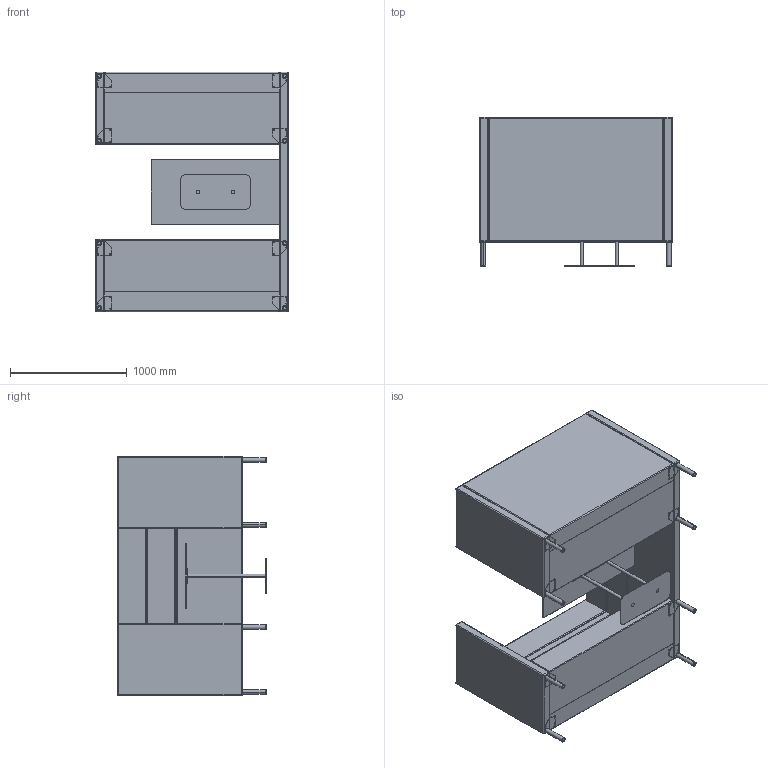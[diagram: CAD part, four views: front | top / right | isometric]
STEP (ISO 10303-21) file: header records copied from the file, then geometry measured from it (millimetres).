
FILE_DESCRIPTION (( 'STEP AP203' ), '1' );
FILE_NAME ('Meeter Workbay, 1650 iste.STEP', '2020-09-30T05:28:02', ( '' ), ( '' ), 'SwSTEP 2.0', 'SolidWorks 2014', '' );
FILE_SCHEMA (( 'CONFIG_CONTROL_DESIGN' ));
Length unit declared in the file: millimetre
Products named in the file (14): Meeter WB laua pealmine osa; MEETER SOFA 2, MASSIIV KOOS; Meeter diivan, metalltugevdus; M sofa, vasak kt massiiv, mirrir; August, laua alumine osa; M sofa, vasak kt massiiv; Meeter diivan, puitjalg 2; Meeter Workbay, 1650 iste; MEETER DIIVAN, PUITJALG KOOS; M sofa 2, istmemassiiv; Meeter WB, tagumise seina massiiv; M sofa 2, seljamassiiv; Meeter Workbay laud koos
Assembly tree (22 placements, depth 4):
  Meeter Workbay, 1650 iste
    MEETER SOFA 2, MASSIIV KOOS
      M sofa 2, istmemassiiv
      MEETER DIIVAN, PUITJALG KOOS  x4
        Meeter diivan, metalltugevdus
        Meeter diivan, puitjalg 2
      M sofa, vasak kt massiiv
      M sofa 2, seljamassiiv
    MEETER SOFA 2, MASSIIV KOOS
      M sofa 2, istmemassiiv
      MEETER DIIVAN, PUITJALG KOOS  x4
        Meeter diivan, metalltugevdus
        Meeter diivan, puitjalg 2
      M sofa, vasak kt massiiv, mirrir
      M sofa 2, seljamassiiv
    Meeter WB, tagumise seina massiiv
    Meeter Workbay laud koos
      August, laua alumine osa
      Meeter WB laua pealmine osa
Bounding box: 1650 x 1274 x 2050 mm (x, y, z)
Volume: 1002827393.4 mm3; surface area: 22696128.1 mm2
Topology: 34 solids, 34 shells, 620 faces, 1424 edges, 844 vertices
Faces by surface type: cylinder 320, plane 232, sphere 44, torus 20, bspline 4
Entity records: 9646 total; most frequent: CARTESIAN_POINT 1525, DIRECTION 1448, ORIENTED_EDGE 1248, EDGE_CURVE 624, AXIS2_PLACEMENT_3D 535, LINE 378, VECTOR 378, VERTEX_POINT 360
